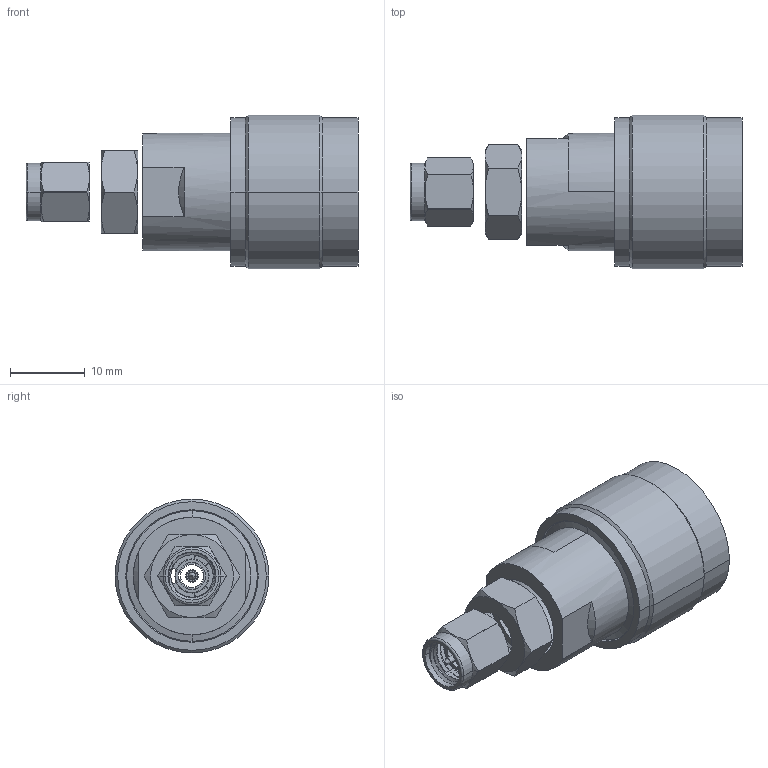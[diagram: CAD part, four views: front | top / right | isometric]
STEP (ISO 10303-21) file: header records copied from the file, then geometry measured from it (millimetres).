
FILE_DESCRIPTION((''),'2;1');
FILE_NAME('131-7017-1000','2013-11-05T',('Clement Lazar'),(''),'PRO/ENGINEER BY PARAMETRIC TECHNOLOGY CORPORATION, 2010100','PRO/ENGINEER BY PARAMETRIC TECHNOLOGY CORPORATION, 2010100','');
FILE_SCHEMA(('CONFIG_CONTROL_DESIGN'));
Length unit declared in the file: millimetre
Products named in the file (1): 131-7017-1000
Bounding box: 44.5 x 20.62 x 20.62 mm (x, y, z)
Surface area: 4501.1 mm2 (no closed solid volume)
Topology: 0 solids, 16 shells, 146 faces, 382 edges, 249 vertices
Faces by surface type: cylinder 59, cone 41, plane 30, bspline 10, torus 6
Entity records: 7575 total; most frequent: CARTESIAN_POINT 4064, DIRECTION 742, ORIENTED_EDGE 671, EDGE_CURVE 382, AXIS2_PLACEMENT_3D 316, VERTEX_POINT 249, CIRCLE 180, EDGE_LOOP 157
